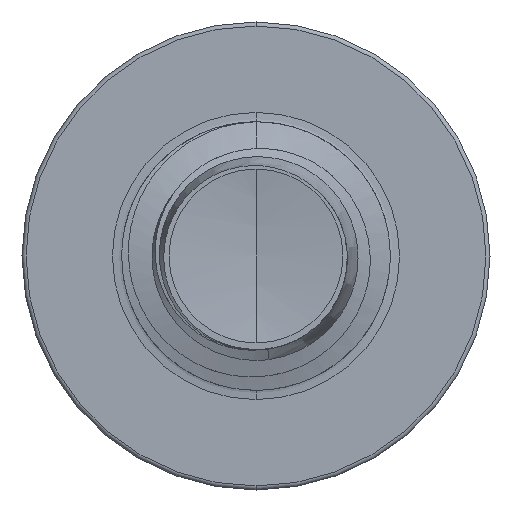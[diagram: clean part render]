
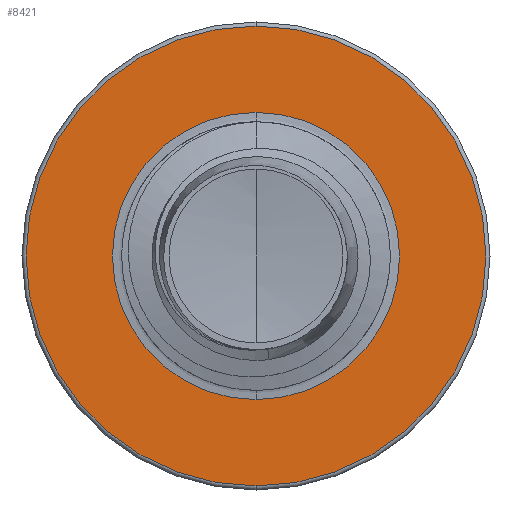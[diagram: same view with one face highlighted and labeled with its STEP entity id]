
A CAD part, front view. The second image highlights one B-rep face of the part: STEP entity #8421.
In plain terms, the highlighted planar face has unit normal (0, -1, 0).
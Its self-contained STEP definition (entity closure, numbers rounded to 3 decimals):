
#81 = CIRCLE ( 'NONE', #10656, 2.998 ) ;
#164 = DIRECTION ( 'NONE',  ( 0., 1., 0. ) ) ;
#304 = EDGE_CURVE ( 'NONE', #2697, #10986, #4893, .T. ) ;
#791 = CIRCLE ( 'NONE', #8342, 2.998 ) ;
#1233 = CARTESIAN_POINT ( 'NONE',  ( 0., 5.5, 2.998 ) ) ;
#1284 = ORIENTED_EDGE ( 'NONE', *, *, #10872, .F. ) ;
#1967 = FACE_BOUND ( 'NONE', #6341, .T. ) ;
#2565 = FACE_OUTER_BOUND ( 'NONE', #8637, .T. ) ;
#2697 = VERTEX_POINT ( 'NONE', #4055 ) ;
#3477 = DIRECTION ( 'NONE',  ( 0., 0., 1. ) ) ;
#3556 = CARTESIAN_POINT ( 'NONE',  ( 0., 5.5, 0. ) ) ;
#3807 = CIRCLE ( 'NONE', #11896, 1.872 ) ;
#3813 = EDGE_CURVE ( 'NONE', #10986, #2697, #3807, .T. ) ;
#4055 = CARTESIAN_POINT ( 'NONE',  ( 0., 5.5, -1.872 ) ) ;
#4398 = CARTESIAN_POINT ( 'NONE',  ( 0., 5.5, -2.997 ) ) ;
#4459 = AXIS2_PLACEMENT_3D ( 'NONE', #11712, #6971, #13767 ) ;
#4786 = DIRECTION ( 'NONE',  ( 0., 0., 1. ) ) ;
#4893 = CIRCLE ( 'NONE', #11738, 1.872 ) ;
#6341 = EDGE_LOOP ( 'NONE', ( #7615, #12531 ) ) ;
#6707 = CARTESIAN_POINT ( 'NONE',  ( 0., 5.5, 0. ) ) ;
#6971 = DIRECTION ( 'NONE',  ( 0., 1., 0. ) ) ;
#7345 = ORIENTED_EDGE ( 'NONE', *, *, #12181, .F. ) ;
#7615 = ORIENTED_EDGE ( 'NONE', *, *, #3813, .T. ) ;
#7747 = DIRECTION ( 'NONE',  ( 0., 0., 1. ) ) ;
#8113 = VERTEX_POINT ( 'NONE', #4398 ) ;
#8342 = AXIS2_PLACEMENT_3D ( 'NONE', #6707, #13483, #7747 ) ;
#8421 = ADVANCED_FACE ( 'NONE', ( #2565, #1967 ), #12696, .F. ) ;
#8637 = EDGE_LOOP ( 'NONE', ( #7345, #1284 ) ) ;
#9499 = CARTESIAN_POINT ( 'NONE',  ( 0., 5.5, 0. ) ) ;
#9622 = CARTESIAN_POINT ( 'NONE',  ( 0., 5.5, 1.872 ) ) ;
#10123 = VERTEX_POINT ( 'NONE', #1233 ) ;
#10656 = AXIS2_PLACEMENT_3D ( 'NONE', #3556, #10958, #4786 ) ;
#10872 = EDGE_CURVE ( 'NONE', #8113, #10123, #791, .T. ) ;
#10958 = DIRECTION ( 'NONE',  ( 0., 1., 0. ) ) ;
#10986 = VERTEX_POINT ( 'NONE', #9622 ) ;
#11712 = CARTESIAN_POINT ( 'NONE',  ( 0., 5.5, -1.872 ) ) ;
#11738 = AXIS2_PLACEMENT_3D ( 'NONE', #9499, #164, #3477 ) ;
#11896 = AXIS2_PLACEMENT_3D ( 'NONE', #12996, #12982, #12979 ) ;
#12181 = EDGE_CURVE ( 'NONE', #10123, #8113, #81, .T. ) ;
#12531 = ORIENTED_EDGE ( 'NONE', *, *, #304, .T. ) ;
#12696 = PLANE ( 'NONE',  #4459 ) ;
#12979 = DIRECTION ( 'NONE',  ( 0., 0., 1. ) ) ;
#12982 = DIRECTION ( 'NONE',  ( 0., 1., 0. ) ) ;
#12996 = CARTESIAN_POINT ( 'NONE',  ( 0., 5.5, 0. ) ) ;
#13483 = DIRECTION ( 'NONE',  ( 0., 1., 0. ) ) ;
#13767 = DIRECTION ( 'NONE',  ( 0., 0., 1. ) ) ;
